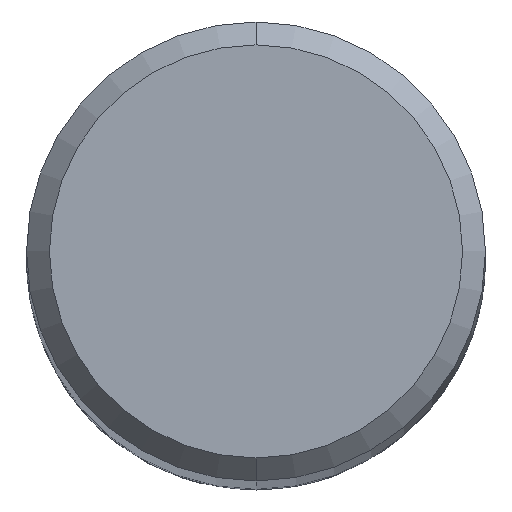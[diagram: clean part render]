
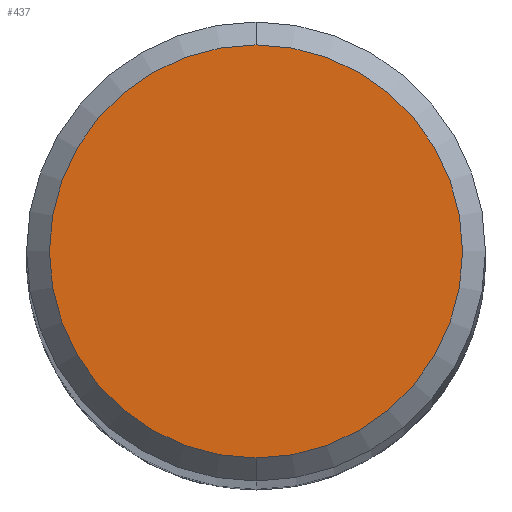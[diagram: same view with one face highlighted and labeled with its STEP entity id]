
A CAD part, top view. The second image highlights one B-rep face of the part: STEP entity #437.
In plain terms, the highlighted planar face has unit normal (0, 0, 1).
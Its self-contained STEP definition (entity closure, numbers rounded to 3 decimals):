
#365=EDGE_CURVE('',#827,#549,#1040,.T.);
#437=ADVANCED_FACE('',(#1120),#1121,.T.);
#549=VERTEX_POINT('',#1242);
#827=VERTEX_POINT('',#1543);
#969=EDGE_CURVE('',#549,#827,#1700,.T.);
#1040=CIRCLE('',#1780,3.6);
#1120=FACE_OUTER_BOUND('',#1919,.T.);
#1121=PLANE('',#1920);
#1242=CARTESIAN_POINT('',(0.,-3.6,0.0));
#1543=CARTESIAN_POINT('',(0.0,3.6,0.0));
#1700=CIRCLE('',#4656,3.6);
#1780=AXIS2_PLACEMENT_3D('',#4974,#4975,#4976);
#1919=EDGE_LOOP('',(#5068,#5069));
#1920=AXIS2_PLACEMENT_3D('',#5070,#5071,#5072);
#4656=AXIS2_PLACEMENT_3D('',#5737,#5738,#5739);
#4974=CARTESIAN_POINT('',(0.0,0.0,0.0));
#4975=DIRECTION('',(0.0,0.0,-1.0));
#4976=DIRECTION('',(0.0,1.0,0.0));
#5068=ORIENTED_EDGE('',*,*,#365,.F.);
#5069=ORIENTED_EDGE('',*,*,#969,.F.);
#5070=CARTESIAN_POINT('',(0.0,1.8,0.0));
#5071=DIRECTION('',(-0.0,0.0,1.0));
#5072=DIRECTION('',(0.0,-1.0,0.0));
#5737=CARTESIAN_POINT('',(0.0,0.0,0.0));
#5738=DIRECTION('',(0.0,0.0,-1.0));
#5739=DIRECTION('',(0.0,1.0,0.0));
